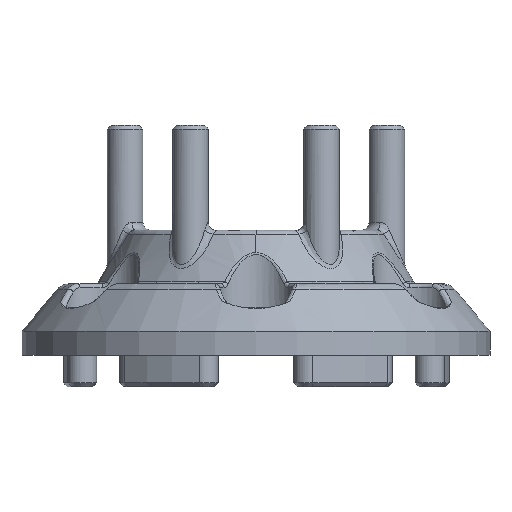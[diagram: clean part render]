
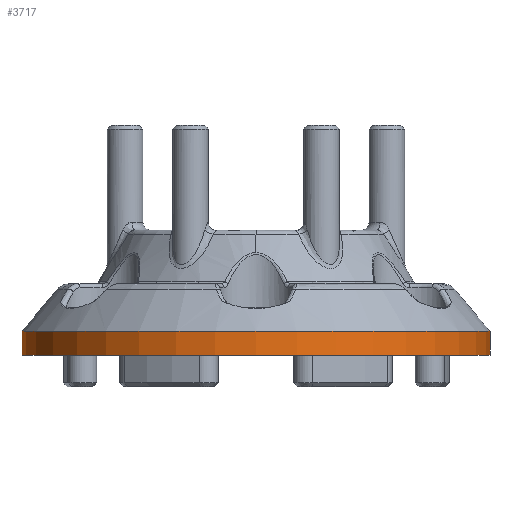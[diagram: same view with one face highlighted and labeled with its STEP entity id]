
A CAD part, front view. The second image highlights one B-rep face of the part: STEP entity #3717.
In plain terms, the highlighted cylindrical face has radius 29.5 mm (diameter 59 mm), a partial arc.
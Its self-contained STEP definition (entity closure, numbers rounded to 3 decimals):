
#813 = LINE ( 'NONE', #6133, #3263 ) ;
#882 = LINE ( 'NONE', #8406, #8202 ) ;
#1469 = VERTEX_POINT ( 'NONE', #2283 ) ;
#1507 = CARTESIAN_POINT ( 'NONE',  ( 0., 0., 3. ) ) ;
#1669 = DIRECTION ( 'NONE',  ( 0., 0., -1. ) ) ;
#1671 = AXIS2_PLACEMENT_3D ( 'NONE', #1507, #9138, #2335 ) ;
#1924 = CARTESIAN_POINT ( 'NONE',  ( -29.5, 0., 0. ) ) ;
#2283 = CARTESIAN_POINT ( 'NONE',  ( 29.5, 0., 3. ) ) ;
#2335 = DIRECTION ( 'NONE',  ( 1., 0., 0. ) ) ;
#2358 = EDGE_CURVE ( 'NONE', #3143, #7422, #7178, .T. ) ;
#2389 = AXIS2_PLACEMENT_3D ( 'NONE', #3565, #2786, #7006 ) ;
#2635 = EDGE_CURVE ( 'NONE', #10172, #3143, #882, .T. ) ;
#2637 = CARTESIAN_POINT ( 'NONE',  ( 0., 0., 9. ) ) ;
#2670 = CARTESIAN_POINT ( 'NONE',  ( 29.5, 0., 0. ) ) ;
#2786 = DIRECTION ( 'NONE',  ( 0., 0., 1. ) ) ;
#3143 = VERTEX_POINT ( 'NONE', #1924 ) ;
#3263 = VECTOR ( 'NONE', #6658, 1000. ) ;
#3565 = CARTESIAN_POINT ( 'NONE',  ( 0., 0., 0. ) ) ;
#3717 = ADVANCED_FACE ( 'NONE', ( #6906 ), #10182, .T. ) ;
#4312 = AXIS2_PLACEMENT_3D ( 'NONE', #2637, #5193, #5930 ) ;
#4882 = EDGE_LOOP ( 'NONE', ( #6423, #9665, #8362, #10887 ) ) ;
#4920 = EDGE_CURVE ( 'NONE', #1469, #7422, #813, .T. ) ;
#5193 = DIRECTION ( 'NONE',  ( 0., 0., -1. ) ) ;
#5930 = DIRECTION ( 'NONE',  ( -1., 0., 0. ) ) ;
#6133 = CARTESIAN_POINT ( 'NONE',  ( 29.5, 0., 9. ) ) ;
#6423 = ORIENTED_EDGE ( 'NONE', *, *, #4920, .F. ) ;
#6658 = DIRECTION ( 'NONE',  ( 0., 0., -1. ) ) ;
#6906 = FACE_OUTER_BOUND ( 'NONE', #4882, .T. ) ;
#7006 = DIRECTION ( 'NONE',  ( 1., 0., 0. ) ) ;
#7178 = CIRCLE ( 'NONE', #2389, 29.5 ) ;
#7422 = VERTEX_POINT ( 'NONE', #2670 ) ;
#7634 = EDGE_CURVE ( 'NONE', #1469, #10172, #9869, .T. ) ;
#8202 = VECTOR ( 'NONE', #1669, 1000. ) ;
#8362 = ORIENTED_EDGE ( 'NONE', *, *, #2635, .T. ) ;
#8406 = CARTESIAN_POINT ( 'NONE',  ( -29.5, 0., 9. ) ) ;
#9138 = DIRECTION ( 'NONE',  ( 0., 0., -1. ) ) ;
#9644 = CARTESIAN_POINT ( 'NONE',  ( -29.5, 0., 3. ) ) ;
#9665 = ORIENTED_EDGE ( 'NONE', *, *, #7634, .T. ) ;
#9869 = CIRCLE ( 'NONE', #1671, 29.5 ) ;
#10172 = VERTEX_POINT ( 'NONE', #9644 ) ;
#10182 = CYLINDRICAL_SURFACE ( 'NONE', #4312, 29.5 ) ;
#10887 = ORIENTED_EDGE ( 'NONE', *, *, #2358, .T. ) ;
